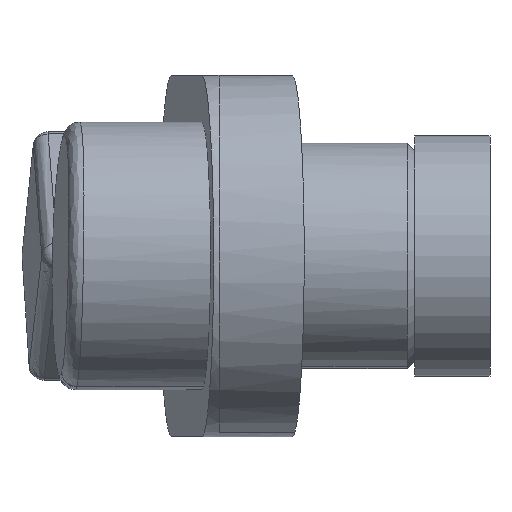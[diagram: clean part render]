
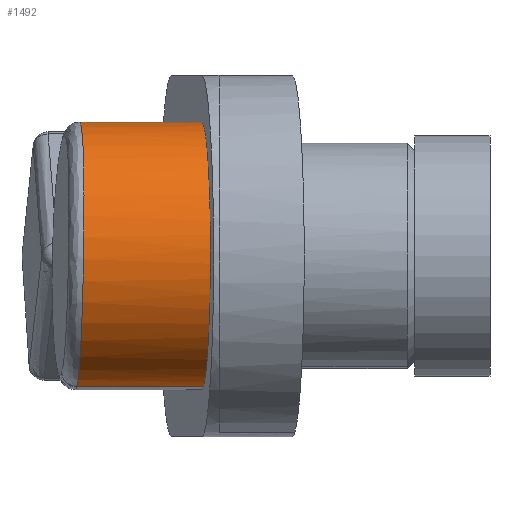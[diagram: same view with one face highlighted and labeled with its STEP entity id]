
A CAD part, front view. The second image highlights one B-rep face of the part: STEP entity #1492.
In plain terms, the highlighted cylindrical face has radius 0.89 mm (diameter 1.78 mm), a partial arc.
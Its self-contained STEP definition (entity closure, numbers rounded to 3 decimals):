
#565=CARTESIAN_POINT('',(0.89,0.,
0.055));
#566=CARTESIAN_POINT('',(0.89,-0.064,
0.059));
#567=CARTESIAN_POINT('',(0.876,-0.191,
0.065));
#568=CARTESIAN_POINT('',(0.818,-0.368,
0.075));
#569=CARTESIAN_POINT('',(0.723,-0.53,
0.083));
#570=CARTESIAN_POINT('',(0.597,-0.668,
0.089));
#571=CARTESIAN_POINT('',(0.445,-0.778,
0.095));
#572=CARTESIAN_POINT('',(0.274,-0.854,
0.099));
#573=CARTESIAN_POINT('',(0.091,-0.892,
0.102));
#574=CARTESIAN_POINT('',(-0.096,-0.891,
0.103));
#575=CARTESIAN_POINT('',(-0.279,-0.852,
0.103));
#576=CARTESIAN_POINT('',(-0.45,-0.775,
0.101));
#577=CARTESIAN_POINT('',(-0.601,-0.665,
0.097));
#578=CARTESIAN_POINT('',(-0.728,-0.524,
0.091));
#579=CARTESIAN_POINT('',(-0.816,-0.369,
0.083));
#580=CARTESIAN_POINT('',(-0.875,-0.197,
0.073));
#581=CARTESIAN_POINT('',(-0.89,-0.067,
0.064));
#582=CARTESIAN_POINT('',(-0.89,0.,
0.06));
#587=DIRECTION('',(0.,0.,-1.));
#588=VECTOR('',#587,0.813);
#589=CARTESIAN_POINT('',(-0.89,0.,0.873));
#590=LINE('',#589,#588);
#594=CARTESIAN_POINT('',(-0.89,0.,0.873));
#595=CARTESIAN_POINT('',(-0.89,-0.105,0.879));
#596=CARTESIAN_POINT('',(-0.852,-0.331,
0.894));
#597=CARTESIAN_POINT('',(-0.648,-0.648,
0.918));
#598=CARTESIAN_POINT('',(-0.385,-0.818,
0.932));
#599=CARTESIAN_POINT('',(-0.161,-0.881,
0.94));
#600=CARTESIAN_POINT('',(0.,-0.895,0.943));
#601=CARTESIAN_POINT('',(0.161,-0.881,
0.944));
#602=CARTESIAN_POINT('',(0.385,-0.818,
0.943));
#603=CARTESIAN_POINT('',(0.648,-0.648,
0.936));
#604=CARTESIAN_POINT('',(0.852,-0.331,
0.919));
#605=CARTESIAN_POINT('',(0.89,-0.105,0.905));
#606=CARTESIAN_POINT('',(0.89,0.,0.898));
#611=DIRECTION('',(0.,0.,-1.));
#612=VECTOR('',#611,0.843);
#613=CARTESIAN_POINT('',(0.89,0.,0.898));
#614=LINE('',#613,#612);
#983=VERTEX_POINT('',#565);
#984=VERTEX_POINT('',#582);
#985=CARTESIAN_POINT('',(0.89,0.,0.898));
#986=VERTEX_POINT('',#985);
#987=CARTESIAN_POINT('',(-0.89,0.,0.873));
#988=VERTEX_POINT('',#987);
#1481=CARTESIAN_POINT('',(0.,0.,-0.115));
#1482=DIRECTION('',(0.,0.,1.));
#1483=DIRECTION('',(-1.,0.,0.));
#1484=AXIS2_PLACEMENT_3D('',#1481,#1482,#1483);
#1485=CYLINDRICAL_SURFACE('',#1484,0.89);
#1486=ORIENTED_EDGE('',*,*,#1475,.T.);
#1487=ORIENTED_EDGE('',*,*,#1273,.F.);
#1488=ORIENTED_EDGE('',*,*,#1258,.T.);
#1489=ORIENTED_EDGE('',*,*,#1270,.T.);
#1490=EDGE_LOOP('',(#1486,#1487,#1488,#1489));
#1491=FACE_OUTER_BOUND('',#1490,.F.);
#583=B_SPLINE_CURVE_WITH_KNOTS('',3,(#565,#566,#567,#568,#569,#570,#571,#572,
#573,#574,#575,#576,#577,#578,#579,#580,#581,#582),.UNSPECIFIED.,.F.,.F.,(4,1,1,
1,1,1,1,1,1,1,1,1,1,1,1,4),(0.,0.067,0.133,0.2,
0.267,0.333,0.4,0.467,0.533,
0.6,0.667,0.733,0.8,0.867,
0.933,1.),.UNSPECIFIED.);
#607=B_SPLINE_CURVE_WITH_KNOTS('',3,(#594,#595,#596,#597,#598,#599,#600,#601,
#602,#603,#604,#605,#606),.UNSPECIFIED.,.F.,.F.,(4,1,1,1,1,1,1,1,1,1,4),(0.,
0.125,0.25,0.375,0.438,0.5,0.563,0.625,0.75,0.875,1.),
.UNSPECIFIED.);
#1258=EDGE_CURVE('',#988,#986,#607,.T.);
#1270=EDGE_CURVE('',#986,#983,#614,.T.);
#1273=EDGE_CURVE('',#988,#984,#590,.T.);
#1475=EDGE_CURVE('',#983,#984,#583,.T.);
#1492=ADVANCED_FACE('',(#1491),#1485,.T.);
